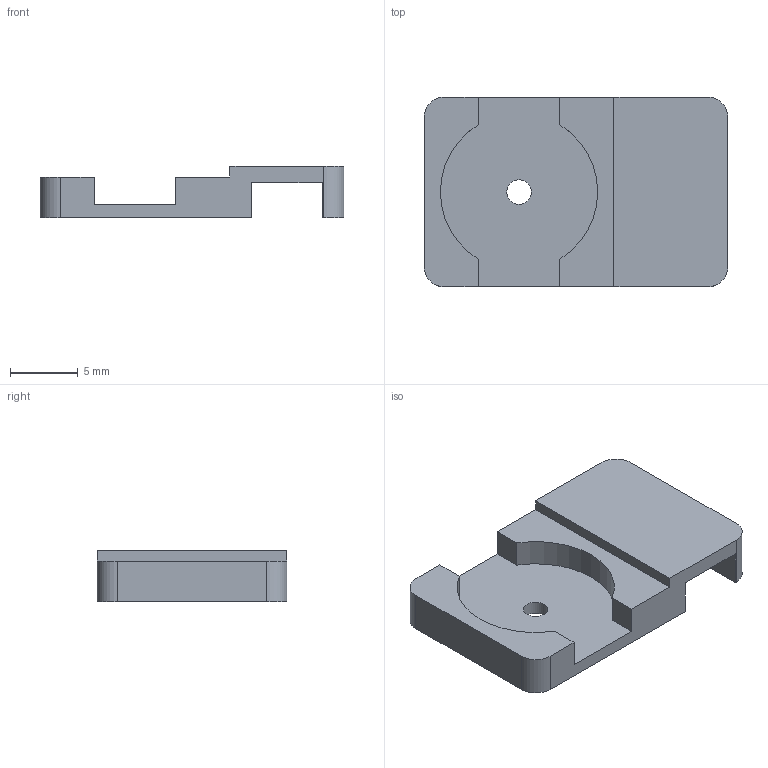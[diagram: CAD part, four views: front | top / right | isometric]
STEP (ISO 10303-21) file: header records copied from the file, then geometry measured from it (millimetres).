
FILE_DESCRIPTION(('FreeCAD Model'),'2;1');
FILE_NAME('wire-holder-single.step','2017-04-05T17:21:18',('Author'),(''), 'Open CASCADE STEP processor 6.8','FreeCAD','Unknown');
FILE_SCHEMA(('AUTOMOTIVE_DESIGN_CC2 { 1 2 10303 214 -1 1 5 4 }'));
Length unit declared in the file: millimetre
Products named in the file (2): ASSEMBLY; wire-holder-single
Assembly tree (1 placements, depth 2):
  ASSEMBLY
    wire-holder-single
Bounding box: 22.4 x 14 x 3.8 mm (x, y, z)
Volume: 589.8 mm3; surface area: 955.1 mm2
Topology: 1 solids, 1 shells, 25 faces, 69 edges, 46 vertices
Faces by surface type: plane 18, cylinder 7
Full cylindrical faces by diameter (mm): 1.8 x1
Entity records: 1749 total; most frequent: CARTESIAN_POINT 304, DIRECTION 271, LINE 179, VECTOR 179, ORIENTED_EDGE 138, PCURVE 138, DEFINITIONAL_REPRESENTATION 138, EDGE_CURVE 69
